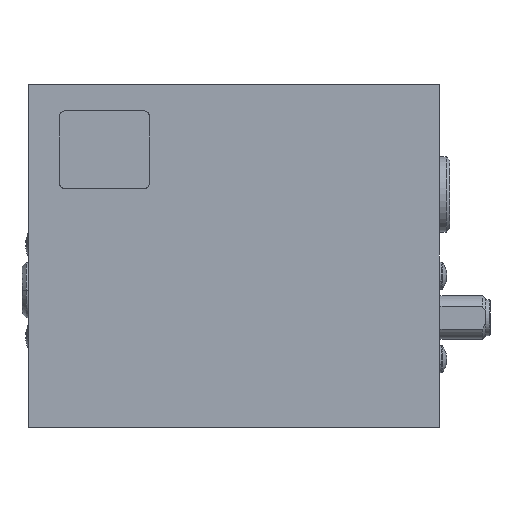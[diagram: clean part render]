
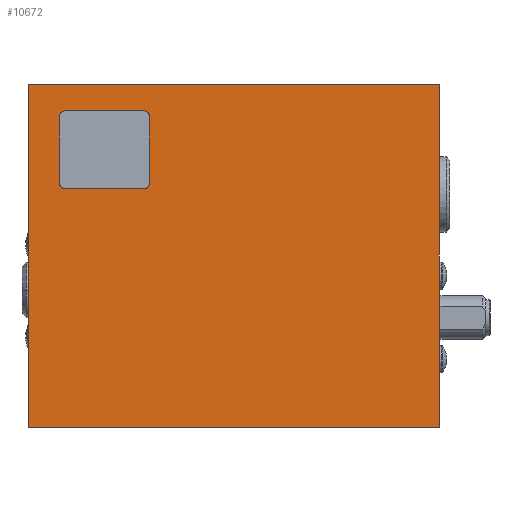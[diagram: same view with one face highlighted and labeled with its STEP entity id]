
A CAD part, front view. The second image highlights one B-rep face of the part: STEP entity #10672.
In plain terms, the highlighted planar face has unit normal (0, -1, 0).
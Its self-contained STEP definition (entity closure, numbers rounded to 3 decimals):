
#131 = CIRCLE ( 'NONE', #3659, 0.7 ) ;
#167 = CIRCLE ( 'NONE', #36798, 0.7 ) ;
#621 = EDGE_CURVE ( 'NONE', #24862, #11565, #6877, .T. ) ;
#925 = CARTESIAN_POINT ( 'NONE',  ( -13.1, 0., 20.495 ) ) ;
#1059 = VECTOR ( 'NONE', #18371, 1000. ) ;
#1857 = CARTESIAN_POINT ( 'NONE',  ( 30., 0., 25. ) ) ;
#3264 = VERTEX_POINT ( 'NONE', #34420 ) ;
#3659 = AXIS2_PLACEMENT_3D ( 'NONE', #17647, #42817, #21309 ) ;
#3668 = LINE ( 'NONE', #26623, #12074 ) ;
#3672 = CARTESIAN_POINT ( 'NONE',  ( -12.4, 0., 10.595 ) ) ;
#4513 = DIRECTION ( 'NONE',  ( 0., 0., -1. ) ) ;
#5497 = FACE_BOUND ( 'NONE', #35644, .T. ) ;
#6158 = VECTOR ( 'NONE', #40071, 1000. ) ;
#6493 = LINE ( 'NONE', #8969, #34159 ) ;
#6548 = EDGE_CURVE ( 'NONE', #17682, #25711, #3668, .T. ) ;
#6633 = ORIENTED_EDGE ( 'NONE', *, *, #6548, .F. ) ;
#6877 = LINE ( 'NONE', #41863, #16479 ) ;
#7737 = DIRECTION ( 'NONE',  ( 1., 0., 0. ) ) ;
#8969 = CARTESIAN_POINT ( 'NONE',  ( -24.8, 0., 21.195 ) ) ;
#9502 = LINE ( 'NONE', #32993, #46714 ) ;
#10672 = ADVANCED_FACE ( 'NONE', ( #5497, #33188 ), #14023, .T. ) ;
#10779 = DIRECTION ( 'NONE',  ( 0., 0., -1. ) ) ;
#10989 = LINE ( 'NONE', #1857, #37476 ) ;
#11081 = DIRECTION ( 'NONE',  ( 0., -1., 0. ) ) ;
#11227 = CARTESIAN_POINT ( 'NONE',  ( -30., 0., -25. ) ) ;
#11565 = VERTEX_POINT ( 'NONE', #18141 ) ;
#11966 = VERTEX_POINT ( 'NONE', #3672 ) ;
#12074 = VECTOR ( 'NONE', #26477, 1000. ) ;
#12475 = AXIS2_PLACEMENT_3D ( 'NONE', #40782, #19214, #44370 ) ;
#12797 = ORIENTED_EDGE ( 'NONE', *, *, #24134, .F. ) ;
#12905 = EDGE_CURVE ( 'NONE', #31163, #3264, #40518, .T. ) ;
#13130 = CARTESIAN_POINT ( 'NONE',  ( -30., 0., -25. ) ) ;
#13871 = ORIENTED_EDGE ( 'NONE', *, *, #31686, .F. ) ;
#14023 = PLANE ( 'NONE',  #26335 ) ;
#16479 = VECTOR ( 'NONE', #42025, 1000. ) ;
#17202 = ORIENTED_EDGE ( 'NONE', *, *, #22987, .F. ) ;
#17483 = EDGE_CURVE ( 'NONE', #37806, #17682, #38001, .T. ) ;
#17647 = CARTESIAN_POINT ( 'NONE',  ( -24.8, 0., 20.495 ) ) ;
#17682 = VERTEX_POINT ( 'NONE', #37978 ) ;
#17798 = ORIENTED_EDGE ( 'NONE', *, *, #17483, .F. ) ;
#18141 = CARTESIAN_POINT ( 'NONE',  ( -25.5, 0., 10.595 ) ) ;
#18371 = DIRECTION ( 'NONE',  ( 0., 0., 1. ) ) ;
#18434 = EDGE_CURVE ( 'NONE', #45841, #24862, #131, .T. ) ;
#18499 = CARTESIAN_POINT ( 'NONE',  ( -30., 0., -25. ) ) ;
#18518 = DIRECTION ( 'NONE',  ( 0., 0., 1. ) ) ;
#19214 = DIRECTION ( 'NONE',  ( 0., -1., 0. ) ) ;
#20141 = CARTESIAN_POINT ( 'NONE',  ( 30., 0., 25. ) ) ;
#20851 = CARTESIAN_POINT ( 'NONE',  ( -12.4, 0., 20.495 ) ) ;
#20869 = CARTESIAN_POINT ( 'NONE',  ( -13.1, 0., 10.595 ) ) ;
#21309 = DIRECTION ( 'NONE',  ( 0., 0., 1. ) ) ;
#22168 = CARTESIAN_POINT ( 'NONE',  ( -30., 0., 25. ) ) ;
#22987 = EDGE_CURVE ( 'NONE', #36694, #39042, #9502, .T. ) ;
#24134 = EDGE_CURVE ( 'NONE', #25711, #32425, #10989, .T. ) ;
#24327 = CARTESIAN_POINT ( 'NONE',  ( -25.5, 0., 20.495 ) ) ;
#24490 = DIRECTION ( 'NONE',  ( 0., 0., -1. ) ) ;
#24607 = ORIENTED_EDGE ( 'NONE', *, *, #25988, .F. ) ;
#24659 = ORIENTED_EDGE ( 'NONE', *, *, #26934, .F. ) ;
#24679 = CARTESIAN_POINT ( 'NONE',  ( -24.8, 0., 9.895 ) ) ;
#24862 = VERTEX_POINT ( 'NONE', #24327 ) ;
#25711 = VERTEX_POINT ( 'NONE', #20141 ) ;
#25988 = EDGE_CURVE ( 'NONE', #11966, #31163, #38218, .T. ) ;
#26160 = DIRECTION ( 'NONE',  ( 0., -1., 0. ) ) ;
#26325 = ORIENTED_EDGE ( 'NONE', *, *, #12905, .F. ) ;
#26335 = AXIS2_PLACEMENT_3D ( 'NONE', #11227, #11081, #10779 ) ;
#26477 = DIRECTION ( 'NONE',  ( 1., 0., 0. ) ) ;
#26623 = CARTESIAN_POINT ( 'NONE',  ( -30., 0., 25. ) ) ;
#26744 = AXIS2_PLACEMENT_3D ( 'NONE', #925, #26160, #4513 ) ;
#26934 = EDGE_CURVE ( 'NONE', #39042, #11966, #167, .T. ) ;
#27481 = CIRCLE ( 'NONE', #12475, 0.7 ) ;
#28735 = CARTESIAN_POINT ( 'NONE',  ( -24.8, 0., 21.195 ) ) ;
#29072 = ORIENTED_EDGE ( 'NONE', *, *, #18434, .F. ) ;
#30400 = CARTESIAN_POINT ( 'NONE',  ( 30., 0., -25. ) ) ;
#30701 = DIRECTION ( 'NONE',  ( 0., 0., -1. ) ) ;
#31163 = VERTEX_POINT ( 'NONE', #20851 ) ;
#31686 = EDGE_CURVE ( 'NONE', #32425, #37806, #34961, .T. ) ;
#32425 = VERTEX_POINT ( 'NONE', #30400 ) ;
#32993 = CARTESIAN_POINT ( 'NONE',  ( -24.8, 0., 9.895 ) ) ;
#33106 = ORIENTED_EDGE ( 'NONE', *, *, #621, .F. ) ;
#33188 = FACE_OUTER_BOUND ( 'NONE', #46352, .T. ) ;
#34159 = VECTOR ( 'NONE', #34219, 1000. ) ;
#34163 = ORIENTED_EDGE ( 'NONE', *, *, #46759, .F. ) ;
#34219 = DIRECTION ( 'NONE',  ( -1., 0., 0. ) ) ;
#34420 = CARTESIAN_POINT ( 'NONE',  ( -13.1, 0., 21.195 ) ) ;
#34961 = LINE ( 'NONE', #18499, #6158 ) ;
#35644 = EDGE_LOOP ( 'NONE', ( #24659, #17202, #36490, #33106, #29072, #34163, #26325, #24607 ) ) ;
#35944 = EDGE_CURVE ( 'NONE', #11565, #36694, #27481, .T. ) ;
#36490 = ORIENTED_EDGE ( 'NONE', *, *, #35944, .F. ) ;
#36585 = CARTESIAN_POINT ( 'NONE',  ( -13.1, 0., 9.895 ) ) ;
#36694 = VERTEX_POINT ( 'NONE', #24679 ) ;
#36798 = AXIS2_PLACEMENT_3D ( 'NONE', #20869, #46012, #24490 ) ;
#37476 = VECTOR ( 'NONE', #30701, 1000. ) ;
#37806 = VERTEX_POINT ( 'NONE', #13130 ) ;
#37978 = CARTESIAN_POINT ( 'NONE',  ( -30., 0., 25. ) ) ;
#38001 = LINE ( 'NONE', #22168, #46455 ) ;
#38218 = LINE ( 'NONE', #43532, #1059 ) ;
#39042 = VERTEX_POINT ( 'NONE', #36585 ) ;
#40071 = DIRECTION ( 'NONE',  ( -1., 0., 0. ) ) ;
#40518 = CIRCLE ( 'NONE', #26744, 0.7 ) ;
#40782 = CARTESIAN_POINT ( 'NONE',  ( -24.8, 0., 10.595 ) ) ;
#41863 = CARTESIAN_POINT ( 'NONE',  ( -25.5, 0., 10.595 ) ) ;
#42025 = DIRECTION ( 'NONE',  ( 0., 0., -1. ) ) ;
#42817 = DIRECTION ( 'NONE',  ( 0., -1., 0. ) ) ;
#43532 = CARTESIAN_POINT ( 'NONE',  ( -12.4, 0., 10.595 ) ) ;
#44370 = DIRECTION ( 'NONE',  ( 0., 0., -1. ) ) ;
#45841 = VERTEX_POINT ( 'NONE', #28735 ) ;
#46012 = DIRECTION ( 'NONE',  ( 0., -1., 0. ) ) ;
#46352 = EDGE_LOOP ( 'NONE', ( #17798, #13871, #12797, #6633 ) ) ;
#46455 = VECTOR ( 'NONE', #18518, 1000. ) ;
#46714 = VECTOR ( 'NONE', #7737, 1000. ) ;
#46759 = EDGE_CURVE ( 'NONE', #3264, #45841, #6493, .T. ) ;
